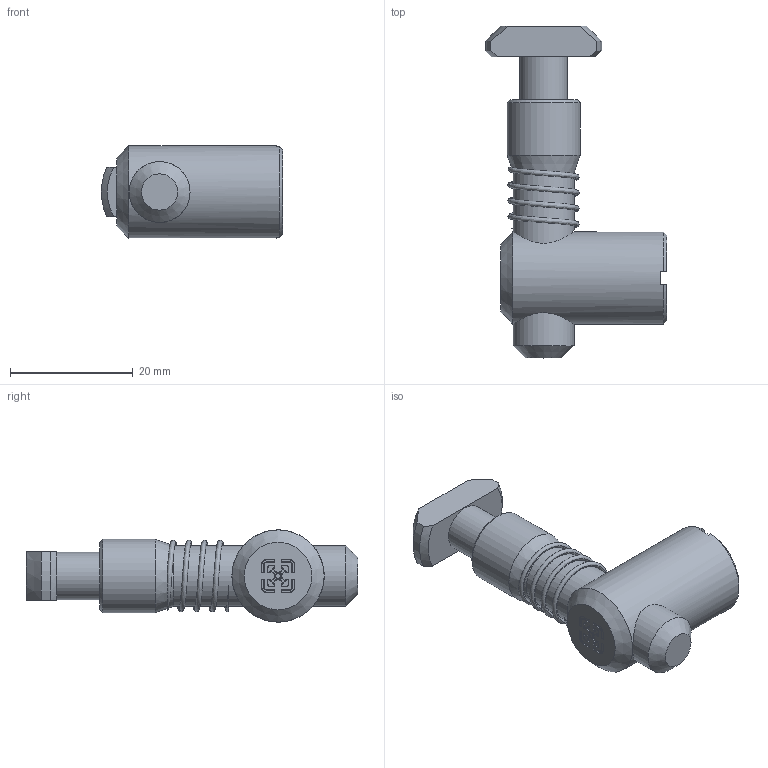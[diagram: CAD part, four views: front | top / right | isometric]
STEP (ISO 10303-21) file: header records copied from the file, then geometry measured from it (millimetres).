
FILE_DESCRIPTION(/* description */ ('Connessione con fresatura assiale'),/* implementation_level */ '2;1');
FILE_NAME(/* name */ 'PKE40-02.stp',/* time_stamp */ '2023-05-26T17:33:23+02:00',/* author */ ('stefan.nesic'),/* organization */ ('Microsoft'),/* preprocessor_version */ 'ST-DEVELOPER v18.1',/* originating_system */ 'Autodesk Inventor 2021',/* authorisation */ '');
FILE_SCHEMA (('CONFIG_CONTROL_DESIGN'));
Length unit declared in the file: millimetre
Products named in the file (1): PKE40-02
Bounding box: 29.46 x 54 x 15 mm (x, y, z)
Volume: 4441.8 mm3; surface area: 4731.8 mm2
Topology: 2 solids, 4 shells, 147 faces, 405 edges, 266 vertices
Faces by surface type: plane 95, cone 42, cylinder 8, bspline 2
Full cylindrical faces by diameter (mm): 7.7 x1, 8.5 x1, 9.9 x2, 11.9 x1, 15 x1
Entity records: 6404 total; most frequent: CARTESIAN_POINT 2605, ORIENTED_EDGE 785, DIRECTION 761, EDGE_CURVE 404, LINE 279, VECTOR 279, VERTEX_POINT 266, AXIS2_PLACEMENT_3D 241
